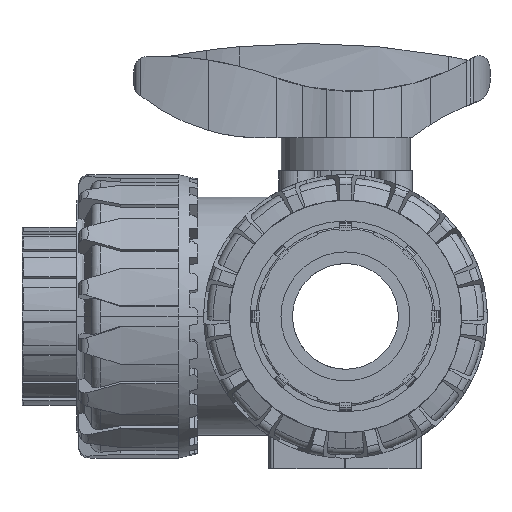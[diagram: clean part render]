
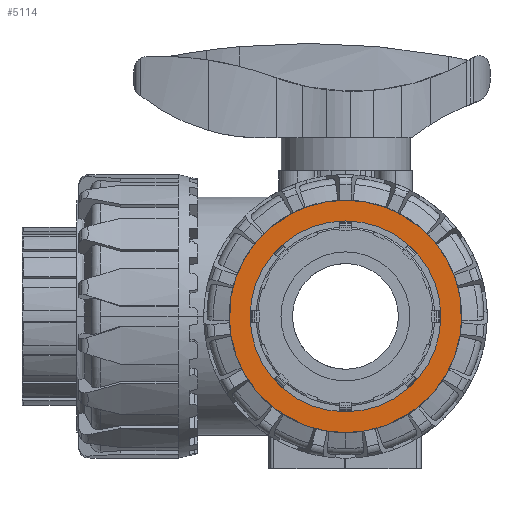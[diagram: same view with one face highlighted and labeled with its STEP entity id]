
A CAD part, front view. The second image highlights one B-rep face of the part: STEP entity #5114.
In plain terms, the highlighted planar face has unit normal (0, -1, 0).
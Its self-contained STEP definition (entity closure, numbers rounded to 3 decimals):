
#5114=ADVANCED_FACE('',(#10201,#10202),#10203,.T.);
#10201=FACE_BOUND('',#15287,.T.);
#10202=FACE_OUTER_BOUND('',#15288,.T.);
#10203=PLANE('',#15289);
#15287=EDGE_LOOP('',(#31720,#31721));
#15288=EDGE_LOOP('',(#31722,#31723));
#15289=AXIS2_PLACEMENT_3D('',#31724,#31725,#31726);
#31720=ORIENTED_EDGE('',*,*,#38186,.T.);
#31721=ORIENTED_EDGE('',*,*,#37060,.T.);
#31722=ORIENTED_EDGE('',*,*,#37055,.T.);
#31723=ORIENTED_EDGE('',*,*,#38235,.T.);
#31724=CARTESIAN_POINT('',(0.,-81.305,0.0));
#31725=DIRECTION('',(0.0,-1.0,0.0));
#31726=DIRECTION('',(1.0,0.0,0.0));
#37055=EDGE_CURVE('',#46192,#46256,#46258,.T.);
#37060=EDGE_CURVE('',#46261,#46265,#46267,.T.);
#38186=EDGE_CURVE('',#46265,#46261,#47972,.T.);
#38235=EDGE_CURVE('',#46256,#46192,#48024,.T.);
#46192=VERTEX_POINT('',#61050);
#46256=VERTEX_POINT('',#61115);
#46258=CIRCLE('',#61118,35.15);
#46261=VERTEX_POINT('',#61121);
#46265=VERTEX_POINT('',#61126);
#46267=CIRCLE('',#61129,28.85);
#47972=CIRCLE('',#63952,28.85);
#48024=CIRCLE('',#64083,35.15);
#61050=CARTESIAN_POINT('',(0.,-81.305,-35.15));
#61115=CARTESIAN_POINT('',(0.,-81.305,35.15));
#61118=AXIS2_PLACEMENT_3D('',#71199,#71200,#71201);
#61121=CARTESIAN_POINT('',(-28.85,-81.305,0.));
#61126=CARTESIAN_POINT('',(28.85,-81.305,0.));
#61129=AXIS2_PLACEMENT_3D('',#71207,#71208,#71209);
#63952=AXIS2_PLACEMENT_3D('',#72790,#72791,#72792);
#64083=AXIS2_PLACEMENT_3D('',#72818,#72819,#72820);
#71199=CARTESIAN_POINT('',(0.,-81.305,0.0));
#71200=DIRECTION('',(0.0,-1.0,0.0));
#71201=DIRECTION('',(1.0,0.0,0.0));
#71207=CARTESIAN_POINT('',(0.,-81.305,0.0));
#71208=DIRECTION('',(0.0,1.0,0.0));
#71209=DIRECTION('',(-1.0,0.0,0.0));
#72790=CARTESIAN_POINT('',(0.,-81.305,0.0));
#72791=DIRECTION('',(0.0,1.0,0.0));
#72792=DIRECTION('',(-1.0,0.0,0.0));
#72818=CARTESIAN_POINT('',(0.,-81.305,0.0));
#72819=DIRECTION('',(0.0,-1.0,0.0));
#72820=DIRECTION('',(1.0,0.0,0.0));
